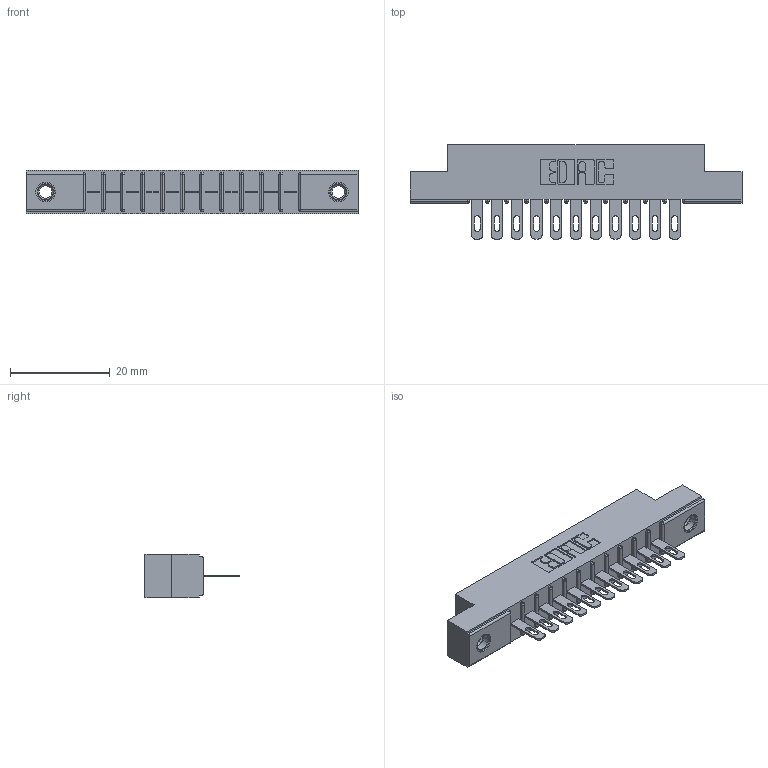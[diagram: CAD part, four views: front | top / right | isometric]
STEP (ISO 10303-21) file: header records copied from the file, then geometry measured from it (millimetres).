
FILE_DESCRIPTION (( 'STEP AP203' ), '1' );
FILE_NAME ('306-011-400-107.STEP', '2020-09-21T16:37:24', ( '' ), ( '' ), 'SwSTEP 2.0', 'SolidWorks 2020', '' );
FILE_SCHEMA (( 'CONFIG_CONTROL_DESIGN' ));
Length unit declared in the file: inch
Products named in the file (4): 306-290-001_100; 306 Part_.156 Dia; 306-011-400-107; 345-250-001_345-250-005-103
Assembly tree (14 placements, depth 2):
  306-011-400-107
    306 Part_.156 Dia
    306-290-001_100  x11
    345-250-001_345-250-005-103  x2
Bounding box: 66.6 x 18.87 x 8.71 mm (x, y, z)
Volume: 4524.2 mm3; surface area: 6566 mm2
Topology: 14 solids, 14 shells, 1012 faces, 2817 edges, 1810 vertices
Faces by surface type: plane 650, cylinder 302, sphere 44, cone 12, torus 4
Entity records: 15623 total; most frequent: CARTESIAN_POINT 2599, DIRECTION 2575, ORIENTED_EDGE 2566, EDGE_CURVE 1283, VECTOR 983, LINE 983, VERTEX_POINT 820, AXIS2_PLACEMENT_3D 796
